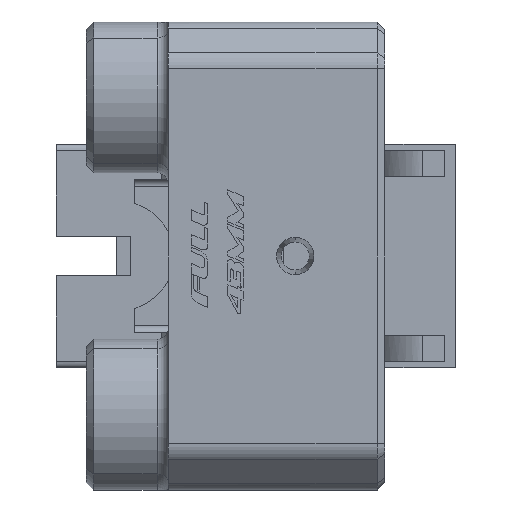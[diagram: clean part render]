
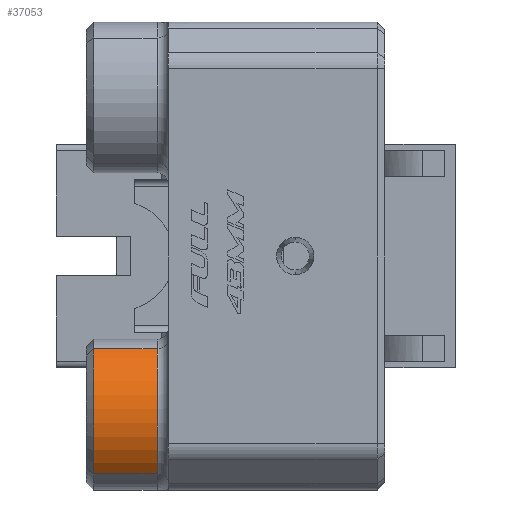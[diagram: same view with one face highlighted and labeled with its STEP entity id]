
A CAD part, left-side view. The second image highlights one B-rep face of the part: STEP entity #37053.
In plain terms, the highlighted cylindrical face has radius 11.109 mm (diameter 22.217 mm), a partial arc.
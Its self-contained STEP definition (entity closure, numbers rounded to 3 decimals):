
#1416 = DIRECTION ( 'NONE',  ( 0., -1., 0. ) ) ;
#3140 = VECTOR ( 'NONE', #17318, 1000. ) ;
#3931 = DIRECTION ( 'NONE',  ( 0., 1., 0. ) ) ;
#4633 = VERTEX_POINT ( 'NONE', #26182 ) ;
#6632 = ORIENTED_EDGE ( 'NONE', *, *, #36664, .T. ) ;
#6856 = AXIS2_PLACEMENT_3D ( 'NONE', #23997, #1416, #6922 ) ;
#6914 = EDGE_CURVE ( 'NONE', #24151, #4633, #35828, .T. ) ;
#6922 = DIRECTION ( 'NONE',  ( 0., 0., -1. ) ) ;
#7043 = EDGE_CURVE ( 'NONE', #12376, #24151, #19511, .T. ) ;
#9770 = ORIENTED_EDGE ( 'NONE', *, *, #7043, .T. ) ;
#9999 = EDGE_LOOP ( 'NONE', ( #21903, #9770, #19775, #6632 ) ) ;
#10546 = CIRCLE ( 'NONE', #19613, 11.109 ) ;
#12206 = CARTESIAN_POINT ( 'NONE',  ( -4.641, 37., -21.5 ) ) ;
#12376 = VERTEX_POINT ( 'NONE', #14354 ) ;
#14354 = CARTESIAN_POINT ( 'NONE',  ( -11.073, 37., -12.443 ) ) ;
#14744 = EDGE_CURVE ( 'NONE', #28588, #12376, #25879, .T. ) ;
#15829 = VECTOR ( 'NONE', #26690, 1000. ) ;
#17318 = DIRECTION ( 'NONE',  ( 0., 1., 0. ) ) ;
#17335 = DIRECTION ( 'NONE',  ( 0., -1., 0. ) ) ;
#19511 = CIRCLE ( 'NONE', #31054, 11.109 ) ;
#19613 = AXIS2_PLACEMENT_3D ( 'NONE', #29951, #3931, #33365 ) ;
#19775 = ORIENTED_EDGE ( 'NONE', *, *, #6914, .T. ) ;
#21903 = ORIENTED_EDGE ( 'NONE', *, *, #14744, .T. ) ;
#23997 = CARTESIAN_POINT ( 'NONE',  ( -4.641, 38., -21.5 ) ) ;
#24151 = VERTEX_POINT ( 'NONE', #28940 ) ;
#24406 = CARTESIAN_POINT ( 'NONE',  ( -12.643, 38., -29.206 ) ) ;
#25879 = LINE ( 'NONE', #34815, #3140 ) ;
#26182 = CARTESIAN_POINT ( 'NONE',  ( -12.643, 28.5, -29.206 ) ) ;
#26690 = DIRECTION ( 'NONE',  ( 0., -1., 0. ) ) ;
#28588 = VERTEX_POINT ( 'NONE', #34329 ) ;
#28940 = CARTESIAN_POINT ( 'NONE',  ( -12.643, 37., -29.206 ) ) ;
#29908 = FACE_OUTER_BOUND ( 'NONE', #9999, .T. ) ;
#29951 = CARTESIAN_POINT ( 'NONE',  ( -4.641, 28.5, -21.5 ) ) ;
#31054 = AXIS2_PLACEMENT_3D ( 'NONE', #12206, #17335, #32157 ) ;
#32157 = DIRECTION ( 'NONE',  ( 0., 0., 1. ) ) ;
#33365 = DIRECTION ( 'NONE',  ( 0., 0., 1. ) ) ;
#34329 = CARTESIAN_POINT ( 'NONE',  ( -11.073, 28.5, -12.443 ) ) ;
#34815 = CARTESIAN_POINT ( 'NONE',  ( -11.073, 38., -12.443 ) ) ;
#35802 = CYLINDRICAL_SURFACE ( 'NONE', #6856, 11.109 ) ;
#35828 = LINE ( 'NONE', #24406, #15829 ) ;
#36664 = EDGE_CURVE ( 'NONE', #4633, #28588, #10546, .T. ) ;
#37053 = ADVANCED_FACE ( 'NONE', ( #29908 ), #35802, .T. ) ;
